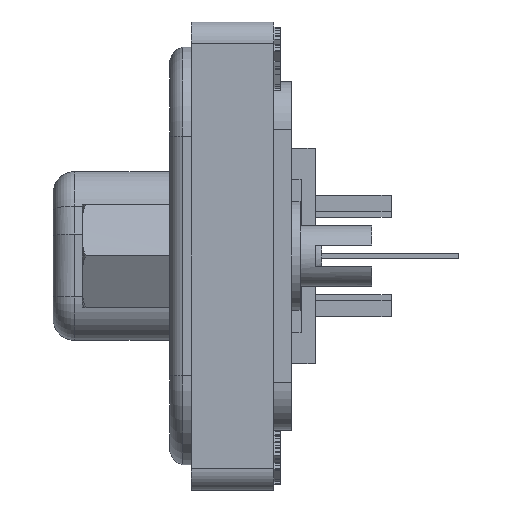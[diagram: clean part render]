
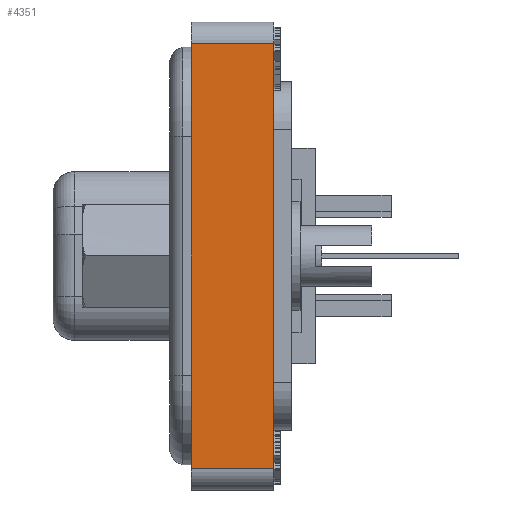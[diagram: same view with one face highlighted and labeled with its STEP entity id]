
A CAD part, left-side view. The second image highlights one B-rep face of the part: STEP entity #4351.
In plain terms, the highlighted planar face has unit normal (-1, 0, 0).
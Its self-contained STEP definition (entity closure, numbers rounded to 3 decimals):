
#448 = CARTESIAN_POINT ( 'NONE',  ( -24.05, 0.7, 9.75 ) ) ;
#4351 = ADVANCED_FACE ( 'NONE', ( #7677 ), #26949, .F. ) ;
#5232 = VERTEX_POINT ( 'NONE', #8097 ) ;
#7677 = FACE_OUTER_BOUND ( 'NONE', #7761, .T. ) ;
#7761 = EDGE_LOOP ( 'NONE', ( #36631, #22513, #10561, #9640 ) ) ;
#8097 = CARTESIAN_POINT ( 'NONE',  ( -24.05, 4.5, 9.75 ) ) ;
#8119 = DIRECTION ( 'NONE',  ( 0., 0., -1. ) ) ;
#9640 = ORIENTED_EDGE ( 'NONE', *, *, #16872, .T. ) ;
#10561 = ORIENTED_EDGE ( 'NONE', *, *, #21289, .T. ) ;
#12006 = VECTOR ( 'NONE', #12443, 1000. ) ;
#12262 = CARTESIAN_POINT ( 'NONE',  ( -24.05, 0.7, -9.75 ) ) ;
#12443 = DIRECTION ( 'NONE',  ( 0., 0., 1. ) ) ;
#14744 = DIRECTION ( 'NONE',  ( 0., 1., 0. ) ) ;
#14829 = VERTEX_POINT ( 'NONE', #38256 ) ;
#15944 = DIRECTION ( 'NONE',  ( 0., -1., 0. ) ) ;
#16191 = CARTESIAN_POINT ( 'NONE',  ( -24.05, 0.7, 9.75 ) ) ;
#16201 = VERTEX_POINT ( 'NONE', #16191 ) ;
#16421 = VECTOR ( 'NONE', #15944, 1000. ) ;
#16805 = VECTOR ( 'NONE', #32816, 1000. ) ;
#16872 = EDGE_CURVE ( 'NONE', #16201, #5232, #40079, .T. ) ;
#18103 = AXIS2_PLACEMENT_3D ( 'NONE', #33575, #34175, #14744 ) ;
#21289 = EDGE_CURVE ( 'NONE', #28612, #16201, #21830, .T. ) ;
#21830 = LINE ( 'NONE', #41738, #12006 ) ;
#22513 = ORIENTED_EDGE ( 'NONE', *, *, #28385, .T. ) ;
#24603 = CARTESIAN_POINT ( 'NONE',  ( -24.05, 4.5, 9.75 ) ) ;
#26949 = PLANE ( 'NONE',  #18103 ) ;
#28385 = EDGE_CURVE ( 'NONE', #14829, #28612, #39015, .T. ) ;
#28612 = VERTEX_POINT ( 'NONE', #12262 ) ;
#30623 = EDGE_CURVE ( 'NONE', #5232, #14829, #30809, .T. ) ;
#30809 = LINE ( 'NONE', #24603, #41035 ) ;
#32816 = DIRECTION ( 'NONE',  ( 0., 1., 0. ) ) ;
#33575 = CARTESIAN_POINT ( 'NONE',  ( -24.05, 2.6, 0. ) ) ;
#34175 = DIRECTION ( 'NONE',  ( 1., 0., 0. ) ) ;
#35771 = CARTESIAN_POINT ( 'NONE',  ( -24.05, 4.5, -9.75 ) ) ;
#36631 = ORIENTED_EDGE ( 'NONE', *, *, #30623, .T. ) ;
#38256 = CARTESIAN_POINT ( 'NONE',  ( -24.05, 4.5, -9.75 ) ) ;
#39015 = LINE ( 'NONE', #35771, #16421 ) ;
#40079 = LINE ( 'NONE', #448, #16805 ) ;
#41035 = VECTOR ( 'NONE', #8119, 1000. ) ;
#41738 = CARTESIAN_POINT ( 'NONE',  ( -24.05, 0.7, -9.75 ) ) ;
